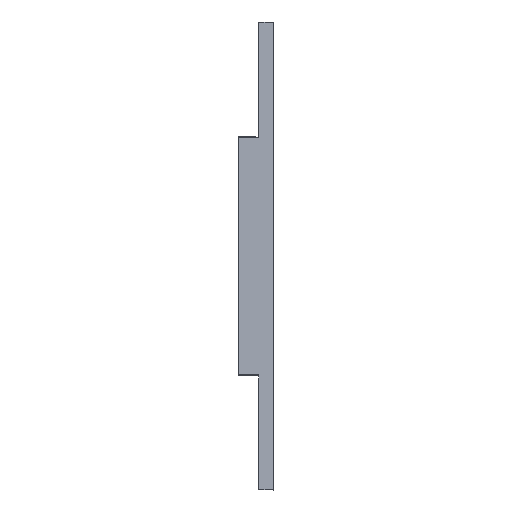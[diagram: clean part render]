
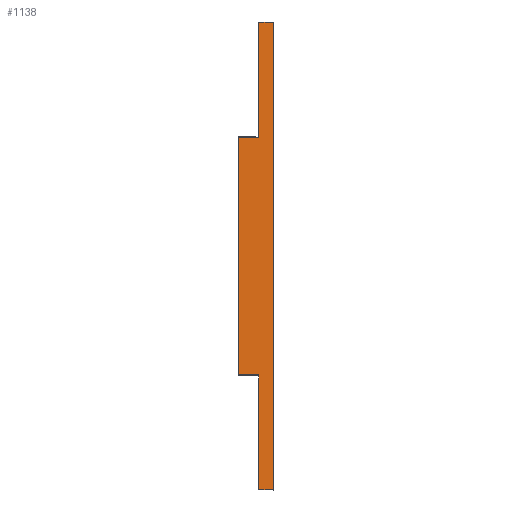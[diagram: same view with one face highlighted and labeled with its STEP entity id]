
A CAD part, top view. The second image highlights one B-rep face of the part: STEP entity #1138.
In plain terms, the highlighted planar face has unit normal (0.087, 0, 0.996).
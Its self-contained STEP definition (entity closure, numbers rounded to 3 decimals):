
#62=FACE_OUTER_BOUND('',#138,.T.);
#138=EDGE_LOOP('',(#756,#757,#758,#759,#760,#761,#762,#763,#764,#765,#766,
#767));
#217=LINE('',#1699,#353);
#220=LINE('',#1712,#356);
#221=LINE('',#1714,#357);
#222=LINE('',#1716,#358);
#223=LINE('',#1718,#359);
#224=LINE('',#1720,#360);
#225=LINE('',#1722,#361);
#226=LINE('',#1724,#362);
#227=LINE('',#1726,#363);
#228=LINE('',#1728,#364);
#229=LINE('',#1729,#365);
#230=LINE('',#1730,#366);
#353=VECTOR('',#1345,10.);
#356=VECTOR('',#1358,10.);
#357=VECTOR('',#1359,10.);
#358=VECTOR('',#1360,10.);
#359=VECTOR('',#1361,10.);
#360=VECTOR('',#1362,10.);
#361=VECTOR('',#1363,10.);
#362=VECTOR('',#1364,10.);
#363=VECTOR('',#1365,10.);
#364=VECTOR('',#1366,10.);
#365=VECTOR('',#1367,10.);
#366=VECTOR('',#1368,10.);
#489=VERTEX_POINT('',#1690);
#490=VERTEX_POINT('',#1698);
#494=VERTEX_POINT('',#1710);
#495=VERTEX_POINT('',#1711);
#496=VERTEX_POINT('',#1713);
#497=VERTEX_POINT('',#1715);
#498=VERTEX_POINT('',#1717);
#499=VERTEX_POINT('',#1719);
#500=VERTEX_POINT('',#1721);
#501=VERTEX_POINT('',#1723);
#502=VERTEX_POINT('',#1725);
#503=VERTEX_POINT('',#1727);
#582=EDGE_CURVE('',#489,#490,#217,.T.);
#588=EDGE_CURVE('',#494,#495,#220,.T.);
#589=EDGE_CURVE('',#495,#496,#221,.T.);
#590=EDGE_CURVE('',#497,#496,#222,.T.);
#591=EDGE_CURVE('',#497,#498,#223,.T.);
#592=EDGE_CURVE('',#499,#498,#224,.T.);
#593=EDGE_CURVE('',#500,#499,#225,.T.);
#594=EDGE_CURVE('',#501,#500,#226,.T.);
#595=EDGE_CURVE('',#501,#502,#227,.T.);
#596=EDGE_CURVE('',#502,#503,#228,.T.);
#597=EDGE_CURVE('',#503,#490,#229,.T.);
#598=EDGE_CURVE('',#494,#489,#230,.T.);
#756=ORIENTED_EDGE('',*,*,#588,.T.);
#757=ORIENTED_EDGE('',*,*,#589,.T.);
#758=ORIENTED_EDGE('',*,*,#590,.F.);
#759=ORIENTED_EDGE('',*,*,#591,.T.);
#760=ORIENTED_EDGE('',*,*,#592,.F.);
#761=ORIENTED_EDGE('',*,*,#593,.F.);
#762=ORIENTED_EDGE('',*,*,#594,.F.);
#763=ORIENTED_EDGE('',*,*,#595,.T.);
#764=ORIENTED_EDGE('',*,*,#596,.T.);
#765=ORIENTED_EDGE('',*,*,#597,.T.);
#766=ORIENTED_EDGE('',*,*,#582,.F.);
#767=ORIENTED_EDGE('',*,*,#598,.F.);
#1075=PLANE('',#1237);
#1138=ADVANCED_FACE('',(#62),#1075,.T.);
#1237=AXIS2_PLACEMENT_3D('',#1709,#1356,#1357);
#1345=DIRECTION('',(-0.996,0.,0.087));
#1356=DIRECTION('center_axis',(0.087,0.,0.996));
#1357=DIRECTION('ref_axis',(0.996,0.,-0.087));
#1358=DIRECTION('',(0.,-1.,0.));
#1359=DIRECTION('',(0.,-1.,0.));
#1360=DIRECTION('',(-0.996,0.,0.087));
#1361=DIRECTION('',(0.,1.,0.));
#1362=DIRECTION('',(0.996,0.,-0.087));
#1363=DIRECTION('',(0.,1.,0.));
#1364=DIRECTION('',(0.,1.,0.));
#1365=DIRECTION('',(-0.996,0.,0.087));
#1366=DIRECTION('',(-0.996,0.,0.087));
#1367=DIRECTION('',(0.,-1.,0.));
#1368=DIRECTION('',(-0.996,0.,0.087));
#1690=CARTESIAN_POINT('',(-106.261,824.,59.472));
#1698=CARTESIAN_POINT('',(-249.087,824.,71.967));
#1699=CARTESIAN_POINT('',(-105.012,824.,59.362));
#1709=CARTESIAN_POINT('Origin',(-107.905,824.005,59.615));
#1710=CARTESIAN_POINT('',(-105.261,824.,59.384));
#1711=CARTESIAN_POINT('',(-105.261,799.,59.384));
#1712=CARTESIAN_POINT('',(-105.261,835.5,59.384));
#1713=CARTESIAN_POINT('',(-105.261,0.,59.384));
#1714=CARTESIAN_POINT('',(-105.261,835.5,59.384));
#1715=CARTESIAN_POINT('',(-0.739,0.,50.24));
#1716=CARTESIAN_POINT('',(-0.739,0.,50.24));
#1717=CARTESIAN_POINT('',(-0.739,3342.,50.24));
#1718=CARTESIAN_POINT('',(-0.739,1671.,50.24));
#1719=CARTESIAN_POINT('',(-105.261,3342.,59.384));
#1720=CARTESIAN_POINT('',(2.04,3342.,49.997));
#1721=CARTESIAN_POINT('',(-105.261,2519.,59.384));
#1722=CARTESIAN_POINT('',(-105.261,2540.,59.384));
#1723=CARTESIAN_POINT('',(-105.261,2518.,59.384));
#1724=CARTESIAN_POINT('',(-105.261,2540.,59.384));
#1725=CARTESIAN_POINT('',(-130.261,2518.,61.571));
#1726=CARTESIAN_POINT('',(-151.033,2518.,63.389));
#1727=CARTESIAN_POINT('',(-249.087,2518.,71.967));
#1728=CARTESIAN_POINT('',(-151.033,2518.,63.389));
#1729=CARTESIAN_POINT('',(-249.087,1246.,71.967));
#1730=CARTESIAN_POINT('',(-105.012,824.,59.362));
